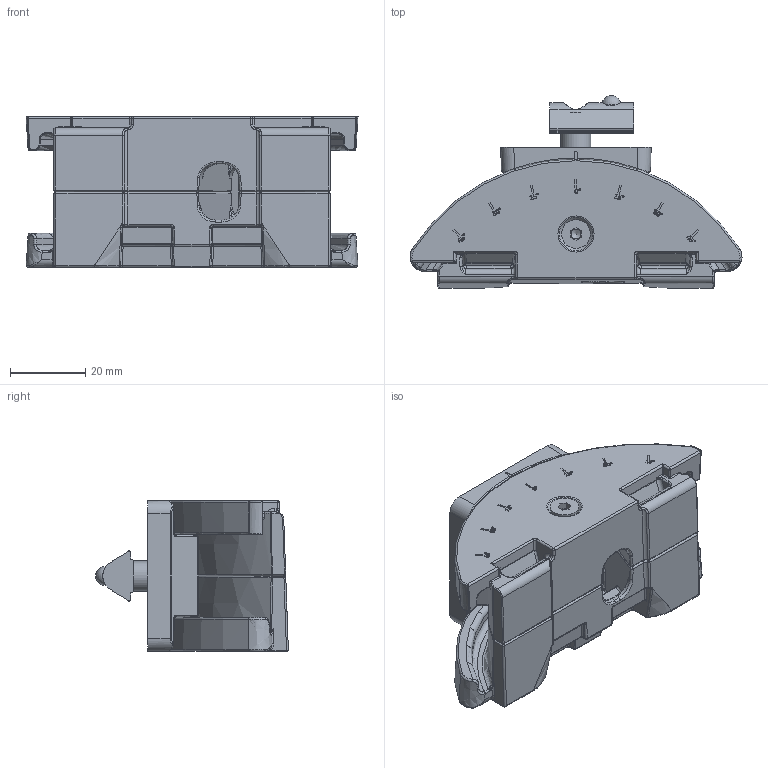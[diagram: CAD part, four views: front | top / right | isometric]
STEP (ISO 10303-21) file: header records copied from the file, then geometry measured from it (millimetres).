
FILE_DESCRIPTION(/* description */ (''),/* implementation_level */ '2;1');
FILE_NAME(/* name */ '13552_KriTec_Schwenkadapter_8_Raster_40_inkl_Bef_Satz.stp',/* time_stamp */ '2017-11-16T15:42:57+01:00',/* author */ ('Steiner'),/* organization */ (''),/* preprocessor_version */ 'ST-DEVELOPER v16.1',/* originating_system */ 'Autodesk Inventor 2016',/* authorisation */ '');
FILE_SCHEMA (('CONFIG_CONTROL_DESIGN'));
Products named in the file (8): 13552_Schenkadapter_unten; 13552_Schenkadapter_hinten; 13552_Zylinderschraube; 13552_Senkschraube; 13552_Mutter; 11008_KriTec_Nutenstein_8_St_M8_mit_Steg; 13552_Schenkadapter_oben; 13552_KriTec_Schwenkadapter_8_Raster_40_inkl_Bef_Satz
Assembly tree (7 placements, depth 2):
  13552_KriTec_Schwenkadapter_8_Raster_40_inkl_Bef_Satz
    13552_Schenkadapter_oben
    13552_Schenkadapter_unten
    13552_Schenkadapter_hinten
    13552_Zylinderschraube
    13552_Senkschraube
    13552_Mutter
    11008_KriTec_Nutenstein_8_St_M8_mit_Steg
Bounding box: 88.18 x 51.17 x 40 mm (x, y, z)
Volume: 51215.8 mm3; surface area: 33298.4 mm2
Topology: 7 solids, 9 shells, 1988 faces, 4669 edges, 2650 vertices
Faces by surface type: bspline 719, cylinder 547, plane 403, sphere 156, torus 97, cone 66
Full cylindrical faces by diameter (mm): 3.3 x1, 4 x2, 4.021 x1, 6.621 x1, 6.647 x1, 6.821 x1, 7.64 x1, 8 x1, 13 x1
Entity records: 85700 total; most frequent: CARTESIAN_POINT 42887, ORIENTED_EDGE 9018, DIRECTION 7684, EDGE_CURVE 4513, AXIS2_PLACEMENT_3D 3016, VERTEX_POINT 2637, EDGE_LOOP 2096, FACE_OUTER_BOUND 1987
